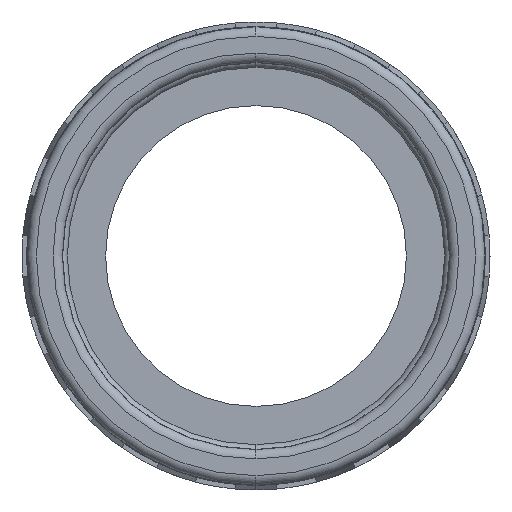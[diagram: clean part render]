
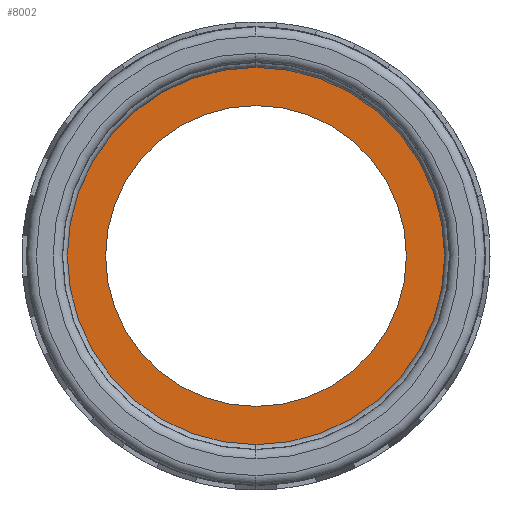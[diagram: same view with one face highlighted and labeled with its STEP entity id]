
A CAD part, left-side view. The second image highlights one B-rep face of the part: STEP entity #8002.
In plain terms, the highlighted planar face has unit normal (-1, 0, 0).
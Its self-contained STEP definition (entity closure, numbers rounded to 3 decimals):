
#814 = EDGE_CURVE ( 'NONE', #1641, #2365, #25171, .T. ) ;
#1101 = CARTESIAN_POINT ( 'NONE',  ( -122.5, 0., 0. ) ) ;
#1641 = VERTEX_POINT ( 'NONE', #19109 ) ;
#1909 = EDGE_LOOP ( 'NONE', ( #18352, #24765 ) ) ;
#2365 = VERTEX_POINT ( 'NONE', #20822 ) ;
#3633 = VERTEX_POINT ( 'NONE', #12304 ) ;
#4053 = AXIS2_PLACEMENT_3D ( 'NONE', #21890, #8814, #24066 ) ;
#5332 = AXIS2_PLACEMENT_3D ( 'NONE', #1101, #20991, #7875 ) ;
#5604 = AXIS2_PLACEMENT_3D ( 'NONE', #22636, #9575, #24809 ) ;
#5976 = CARTESIAN_POINT ( 'NONE',  ( -122.5, 0., 0. ) ) ;
#7773 = DIRECTION ( 'NONE',  ( -1., 0., 0. ) ) ;
#7875 = DIRECTION ( 'NONE',  ( 0., 0., 1. ) ) ;
#8002 = ADVANCED_FACE ( 'NONE', ( #15564, #20637 ), #18841, .T. ) ;
#8212 = DIRECTION ( 'NONE',  ( 0., 0., 1. ) ) ;
#8814 = DIRECTION ( 'NONE',  ( -1., 0., 0. ) ) ;
#9015 = EDGE_CURVE ( 'NONE', #14347, #3633, #20610, .T. ) ;
#9575 = DIRECTION ( 'NONE',  ( -1., 0., 0. ) ) ;
#12304 = CARTESIAN_POINT ( 'NONE',  ( -122.5, 0., 20.25 ) ) ;
#12842 = AXIS2_PLACEMENT_3D ( 'NONE', #5976, #21319, #8212 ) ;
#14347 = VERTEX_POINT ( 'NONE', #18873 ) ;
#15350 = CIRCLE ( 'NONE', #18501, 20.25 ) ;
#15564 = FACE_BOUND ( 'NONE', #23056, .T. ) ;
#17421 = EDGE_CURVE ( 'NONE', #3633, #14347, #15350, .T. ) ;
#18352 = ORIENTED_EDGE ( 'NONE', *, *, #17421, .T. ) ;
#18501 = AXIS2_PLACEMENT_3D ( 'NONE', #20889, #7773, #23065 ) ;
#18841 = PLANE ( 'NONE',  #5332 ) ;
#18873 = CARTESIAN_POINT ( 'NONE',  ( -122.5, 0., -20.25 ) ) ;
#19109 = CARTESIAN_POINT ( 'NONE',  ( -122.5, 0., -15.75 ) ) ;
#20302 = EDGE_CURVE ( 'NONE', #2365, #1641, #21049, .T. ) ;
#20610 = CIRCLE ( 'NONE', #4053, 20.25 ) ;
#20637 = FACE_OUTER_BOUND ( 'NONE', #1909, .T. ) ;
#20822 = CARTESIAN_POINT ( 'NONE',  ( -122.5, 0., 15.75 ) ) ;
#20889 = CARTESIAN_POINT ( 'NONE',  ( -122.5, 0., 0. ) ) ;
#20991 = DIRECTION ( 'NONE',  ( -1., 0., 0. ) ) ;
#21049 = CIRCLE ( 'NONE', #12842, 15.75 ) ;
#21319 = DIRECTION ( 'NONE',  ( -1., 0., 0. ) ) ;
#21371 = ORIENTED_EDGE ( 'NONE', *, *, #814, .F. ) ;
#21890 = CARTESIAN_POINT ( 'NONE',  ( -122.5, 0., 0. ) ) ;
#22636 = CARTESIAN_POINT ( 'NONE',  ( -122.5, 0., 0. ) ) ;
#23056 = EDGE_LOOP ( 'NONE', ( #25091, #21371 ) ) ;
#23065 = DIRECTION ( 'NONE',  ( 0., 0., 1. ) ) ;
#24066 = DIRECTION ( 'NONE',  ( 0., 0., 1. ) ) ;
#24765 = ORIENTED_EDGE ( 'NONE', *, *, #9015, .T. ) ;
#24809 = DIRECTION ( 'NONE',  ( 0., 0., 1. ) ) ;
#25091 = ORIENTED_EDGE ( 'NONE', *, *, #20302, .F. ) ;
#25171 = CIRCLE ( 'NONE', #5604, 15.75 ) ;
